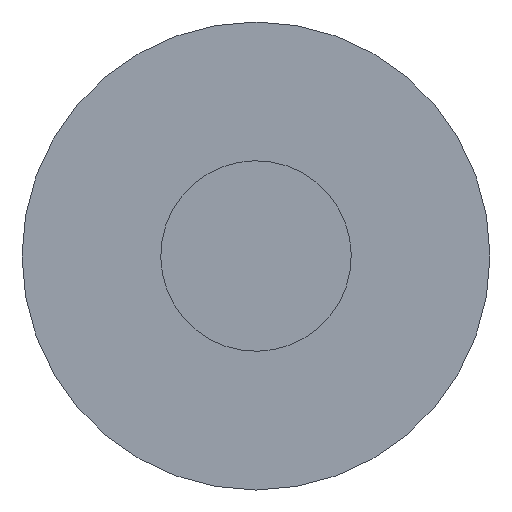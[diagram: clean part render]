
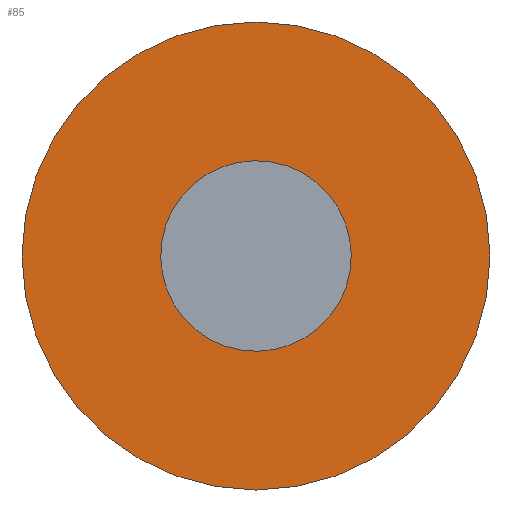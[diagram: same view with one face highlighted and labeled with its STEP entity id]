
A CAD part, left-side view. The second image highlights one B-rep face of the part: STEP entity #85.
In plain terms, the highlighted planar face has unit normal (-1, 0, 0).
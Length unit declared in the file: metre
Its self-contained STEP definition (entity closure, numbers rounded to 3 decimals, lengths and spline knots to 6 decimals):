
#21=PLANE('',#111);
#32=ORIENTED_EDGE('',*,*,#40,.T.);
#33=ORIENTED_EDGE('',*,*,#39,.F.);
#39=EDGE_CURVE('',#45,#45,#51,.F.);
#40=EDGE_CURVE('',#46,#46,#52,.T.);
#45=VERTEX_POINT('',#153);
#46=VERTEX_POINT('',#156);
#51=CIRCLE('',#107,0.004961);
#52=CIRCLE('',#109,0.002019);
#62=EDGE_LOOP('',(#32));
#63=EDGE_LOOP('',(#33));
#74=FACE_BOUND('',#62,.T.);
#75=FACE_BOUND('',#63,.T.);
#85=ADVANCED_FACE('',(#74,#75),#21,.T.);
#107=AXIS2_PLACEMENT_3D('',#152,#128,#129);
#109=AXIS2_PLACEMENT_3D('',#155,#132,#133);
#111=AXIS2_PLACEMENT_3D('',#159,#136,#137);
#128=DIRECTION('',(-1.,0.,0.));
#129=DIRECTION('',(0.,-1.,0.));
#132=DIRECTION('',(1.,0.,0.));
#133=DIRECTION('',(0.,0.156,-0.988));
#136=DIRECTION('',(-1.,0.,0.));
#137=DIRECTION('',(0.,0.988,0.156));
#152=CARTESIAN_POINT('',(-0.409142,-0.548342,-0.102305));
#153=CARTESIAN_POINT('',(-0.409142,-0.553303,-0.102305));
#155=CARTESIAN_POINT('',(-0.409142,-0.548342,-0.102305));
#156=CARTESIAN_POINT('',(-0.409142,-0.548026,-0.104299));
#159=CARTESIAN_POINT('',(-0.409142,-0.384758,0.013074));
